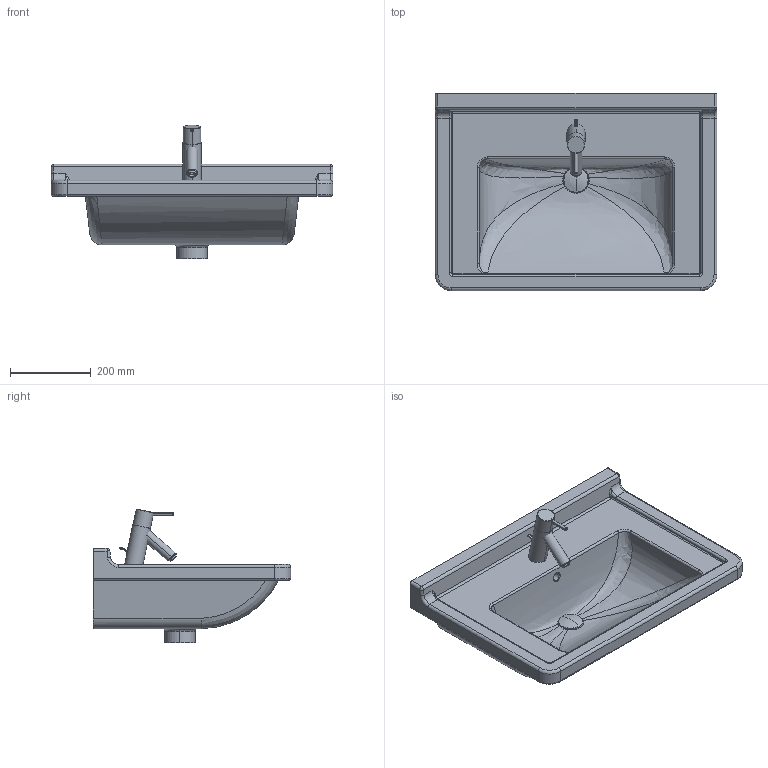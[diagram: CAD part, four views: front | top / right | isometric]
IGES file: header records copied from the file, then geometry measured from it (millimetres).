
Global section: file name: No Iges File Name specified; native system: Autodesk Inventor 2011; preprocessor: AutoDesk Inventor Iges Exporter R2011; author: Administrator; date: 20110521.194805; units: millimetre
Bounding box: 700 x 490 x 332.18 mm (x, y, z)
Volume: 19052070.8 mm3; surface area: 1333310.3 mm2
Topology: 8 solids, 8 shells, 243 faces, 578 edges, 342 vertices
Faces by surface type: plane 61, bspline 56, cylinder 52, revolution 42, torus 26, sphere 4, cone 2
